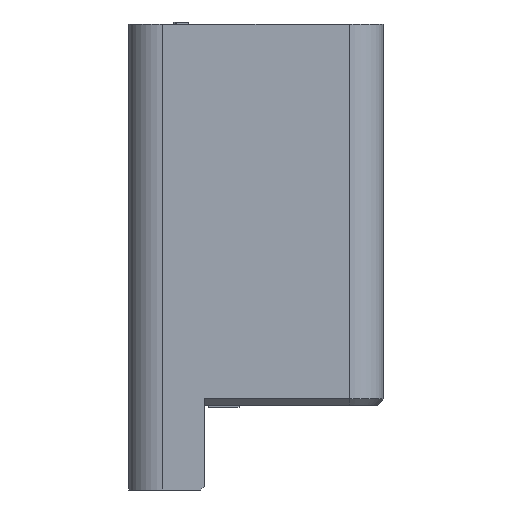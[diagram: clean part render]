
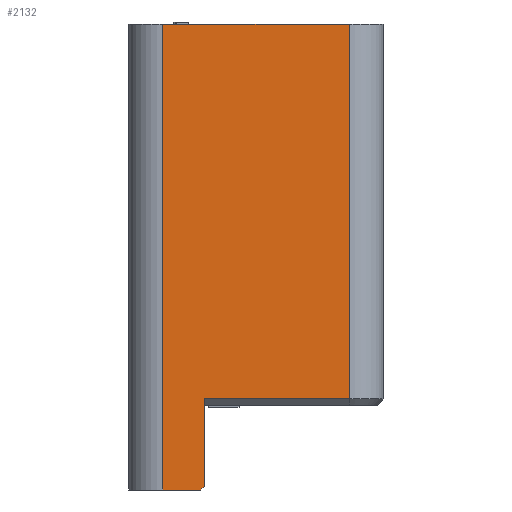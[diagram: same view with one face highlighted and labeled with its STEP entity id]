
A CAD part, front view. The second image highlights one B-rep face of the part: STEP entity #2132.
In plain terms, the highlighted planar face has unit normal (0, -1, 0).
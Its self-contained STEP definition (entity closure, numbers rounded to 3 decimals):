
#1823=FACE_OUTER_BOUND('',#2756,.T.);
#2132=ADVANCED_FACE('',(#1823),#2379,.T.);
#2379=PLANE('',#7946);
#2756=EDGE_LOOP('',(#3602,#3603,#3604,#3605,#3606,#3607,#3608));
#3602=ORIENTED_EDGE('',*,*,#5249,.T.);
#3603=ORIENTED_EDGE('',*,*,#5248,.T.);
#3604=ORIENTED_EDGE('',*,*,#5106,.T.);
#3605=ORIENTED_EDGE('',*,*,#5102,.T.);
#3606=ORIENTED_EDGE('',*,*,#5097,.T.);
#3607=ORIENTED_EDGE('',*,*,#5094,.T.);
#3608=ORIENTED_EDGE('',*,*,#5250,.T.);
#4560=VERTEX_POINT('',#10421);
#4562=VERTEX_POINT('',#10427);
#4564=VERTEX_POINT('',#10433);
#4568=VERTEX_POINT('',#10443);
#4571=VERTEX_POINT('',#10451);
#4663=VERTEX_POINT('',#10727);
#4664=VERTEX_POINT('',#10731);
#5094=EDGE_CURVE('',#4562,#4560,#6232,.T.);
#5097=EDGE_CURVE('',#4564,#4562,#6235,.T.);
#5102=EDGE_CURVE('',#4568,#4564,#6240,.T.);
#5106=EDGE_CURVE('',#4571,#4568,#6243,.T.);
#5248=EDGE_CURVE('',#4663,#4571,#6369,.T.);
#5249=EDGE_CURVE('',#4664,#4663,#6370,.T.);
#5250=EDGE_CURVE('',#4560,#4664,#6371,.T.);
#6232=LINE('',#10426,#6886);
#6235=LINE('',#10432,#6889);
#6240=LINE('',#10442,#6894);
#6243=LINE('',#10450,#6897);
#6369=LINE('',#10728,#7023);
#6370=LINE('',#10730,#7024);
#6371=LINE('',#10732,#7025);
#6886=VECTOR('',#8741,1.);
#6889=VECTOR('',#8746,1.);
#6894=VECTOR('',#8753,1.);
#6897=VECTOR('',#8760,1.);
#7023=VECTOR('',#9004,1.);
#7024=VECTOR('',#9007,1.);
#7025=VECTOR('',#9008,1.);
#7946=AXIS2_PLACEMENT_3D('',#10733,#9009,#9010);
#8741=DIRECTION('',(1.,0.,0.));
#8746=DIRECTION('',(0.,0.,1.));
#8753=DIRECTION('',(0.707,0.,0.707));
#8760=DIRECTION('',(1.,0.,0.));
#9004=DIRECTION('',(0.,0.,-1.));
#9007=DIRECTION('',(-1.,0.,0.));
#9008=DIRECTION('',(0.,0.,1.));
#9009=DIRECTION('',(0.,-1.,0.));
#9010=DIRECTION('',(-1.,0.,0.));
#10421=CARTESIAN_POINT('',(7.7,-10.5,-10.2));
#10426=CARTESIAN_POINT('',(-4.25,-10.5,-10.2));
#10427=CARTESIAN_POINT('',(-4.25,-10.5,-10.2));
#10432=CARTESIAN_POINT('',(-4.25,-10.5,-17.4));
#10433=CARTESIAN_POINT('',(-4.25,-10.5,-17.4));
#10442=CARTESIAN_POINT('',(-4.55,-10.5,-17.7));
#10443=CARTESIAN_POINT('',(-4.55,-10.5,-17.7));
#10450=CARTESIAN_POINT('',(-7.7,-10.5,-17.7));
#10451=CARTESIAN_POINT('',(-7.7,-10.5,-17.7));
#10727=CARTESIAN_POINT('',(-7.7,-10.5,20.65));
#10728=CARTESIAN_POINT('',(-7.7,-10.5,20.65));
#10730=CARTESIAN_POINT('',(7.7,-10.5,20.65));
#10731=CARTESIAN_POINT('',(7.7,-10.5,20.65));
#10732=CARTESIAN_POINT('',(7.7,-10.5,-10.2));
#10733=CARTESIAN_POINT('',(7.8,-10.5,21.675));
